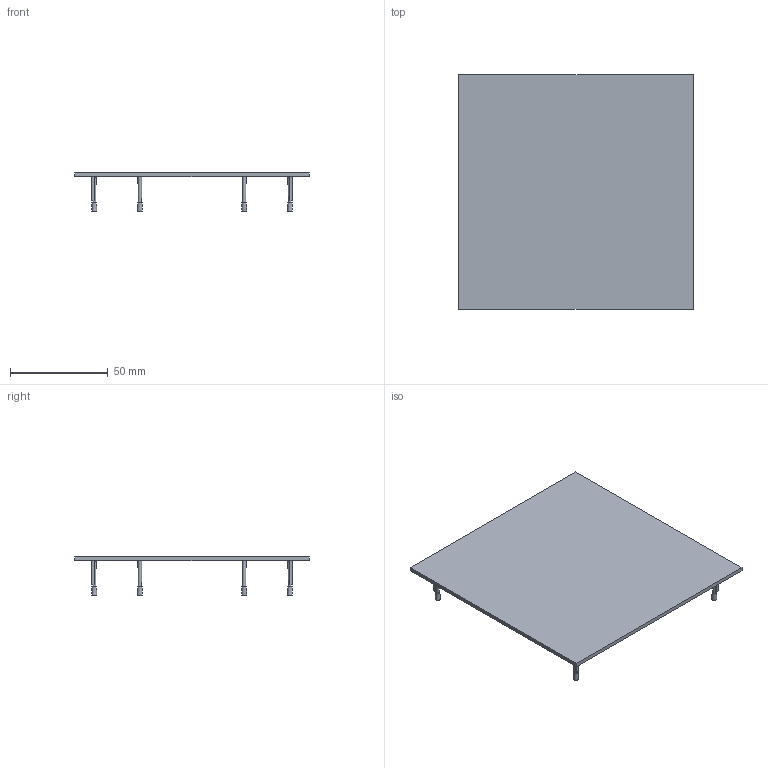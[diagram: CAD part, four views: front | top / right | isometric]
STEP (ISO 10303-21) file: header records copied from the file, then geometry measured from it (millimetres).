
FILE_DESCRIPTION(('FreeCAD Model'),'2;1');
FILE_NAME('Open CASCADE Shape Model','2024-02-27T12:17:13',('FreeCAD'),( 'FreeCAD'),'Open CASCADE STEP processor 7.6','FreeCAD','Unknown');
FILE_SCHEMA(('AUTOMOTIVE_DESIGN { 1 0 10303 214 1 1 1 1 }'));
Length unit declared in the file: millimetre
Products named in the file (1): Open CASCADE STEP translator 7.6 9
Bounding box: 120 x 120 x 19.5 mm (x, y, z)
Volume: 29323.4 mm3; surface area: 30777.7 mm2
Topology: 1 solids, 1 shells, 62 faces, 132 edges, 88 vertices
Faces by surface type: plane 26, cone 20, bspline 16
Entity records: 1790 total; most frequent: CARTESIAN_POINT 459, DIRECTION 266, ORIENTED_EDGE 264, EDGE_CURVE 132, AXIS2_PLACEMENT_3D 111, VERTEX_POINT 88, FACE_BOUND 78, EDGE_LOOP 78
